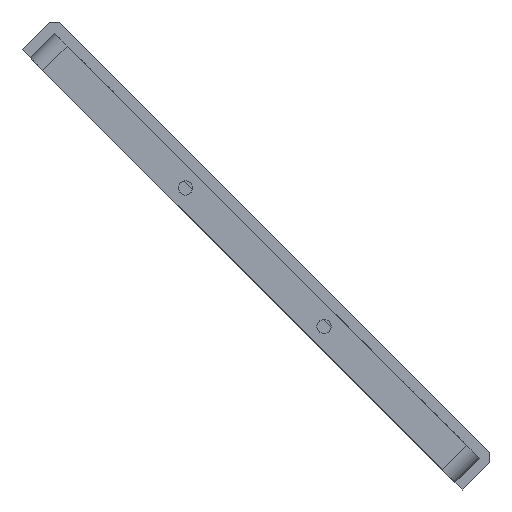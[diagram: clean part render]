
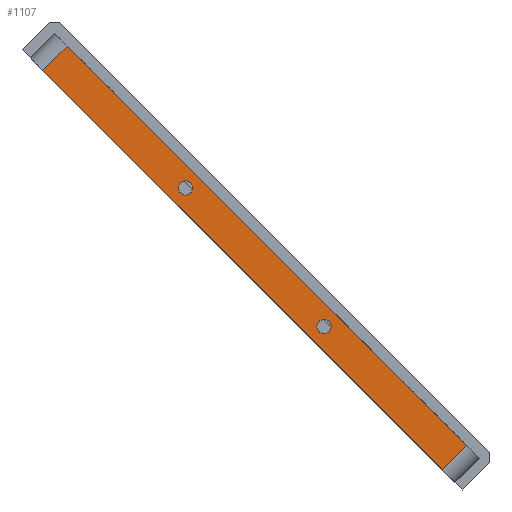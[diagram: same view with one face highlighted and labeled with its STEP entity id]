
A CAD part, left-side view. The second image highlights one B-rep face of the part: STEP entity #1107.
In plain terms, the highlighted planar face has unit normal (-1, 0, 0).
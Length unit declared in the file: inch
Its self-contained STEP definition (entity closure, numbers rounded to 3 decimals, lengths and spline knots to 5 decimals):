
#19=FACE_BOUND('',#128,.T.);
#20=FACE_BOUND('',#129,.T.);
#27=PLANE('',#1188);
#66=FACE_OUTER_BOUND('',#127,.T.);
#127=EDGE_LOOP('',(#754,#755,#756,#757));
#128=EDGE_LOOP('',(#758));
#129=EDGE_LOOP('',(#759));
#188=LINE('',#1586,#307);
#190=LINE('',#1592,#309);
#218=LINE('',#1650,#337);
#219=LINE('',#1651,#338);
#307=VECTOR('',#1281,0.3937);
#309=VECTOR('',#1287,0.3937);
#337=VECTOR('',#1319,0.3937);
#338=VECTOR('',#1320,0.3937);
#429=CIRCLE('',#1189,0.07874);
#430=CIRCLE('',#1190,0.07874);
#463=VERTEX_POINT('',#1583);
#464=VERTEX_POINT('',#1585);
#466=VERTEX_POINT('',#1591);
#494=VERTEX_POINT('',#1649);
#495=VERTEX_POINT('',#1652);
#496=VERTEX_POINT('',#1654);
#566=EDGE_CURVE('',#463,#464,#188,.T.);
#569=EDGE_CURVE('',#466,#464,#190,.T.);
#598=EDGE_CURVE('',#463,#494,#218,.T.);
#599=EDGE_CURVE('',#466,#494,#219,.T.);
#600=EDGE_CURVE('',#495,#495,#429,.T.);
#601=EDGE_CURVE('',#496,#496,#430,.T.);
#754=ORIENTED_EDGE('',*,*,#566,.F.);
#755=ORIENTED_EDGE('',*,*,#598,.T.);
#756=ORIENTED_EDGE('',*,*,#599,.F.);
#757=ORIENTED_EDGE('',*,*,#569,.T.);
#758=ORIENTED_EDGE('',*,*,#600,.T.);
#759=ORIENTED_EDGE('',*,*,#601,.T.);
#1107=ADVANCED_FACE('',(#66,#19,#20),#27,.F.);
#1188=AXIS2_PLACEMENT_3D('',#1648,#1317,#1318);
#1189=AXIS2_PLACEMENT_3D('',#1653,#1321,#1322);
#1190=AXIS2_PLACEMENT_3D('',#1655,#1323,#1324);
#1281=DIRECTION('',(0.,0.707,-0.707));
#1287=DIRECTION('',(0.,-0.707,-0.707));
#1317=DIRECTION('center_axis',(1.,0.,0.));
#1318=DIRECTION('ref_axis',(0.,0.,-1.));
#1319=DIRECTION('',(0.,0.707,0.707));
#1320=DIRECTION('',(0.,-0.707,0.707));
#1321=DIRECTION('center_axis',(1.,0.,0.));
#1322=DIRECTION('ref_axis',(0.,-0.707,0.707));
#1323=DIRECTION('center_axis',(1.,0.,0.));
#1324=DIRECTION('ref_axis',(0.,-0.707,0.707));
#1583=CARTESIAN_POINT('',(-2.42126,-2.35795,-5.72052));
#1585=CARTESIAN_POINT('',(-2.42126,-2.08791,-5.99055));
#1586=CARTESIAN_POINT('',(-2.42126,-2.15542,-5.92304));
#1591=CARTESIAN_POINT('',(-2.42126,2.35795,-1.54469));
#1592=CARTESIAN_POINT('',(-2.42126,1.31608,-2.58656));
#1648=CARTESIAN_POINT('Origin',(-2.42126,0.,
-3.6326));
#1649=CARTESIAN_POINT('',(-2.42126,2.08791,-1.27465));
#1650=CARTESIAN_POINT('',(-2.42126,-1.31608,-4.67865));
#1651=CARTESIAN_POINT('',(-2.42126,2.15542,-1.34216));
#1652=CARTESIAN_POINT('',(-2.42126,-0.71486,-4.45047));
#1653=CARTESIAN_POINT('Origin',(-2.42126,-0.77054,-4.39479));
#1654=CARTESIAN_POINT('',(-2.42126,0.82622,-2.90939));
#1655=CARTESIAN_POINT('Origin',(-2.42126,0.77054,-2.85371));
